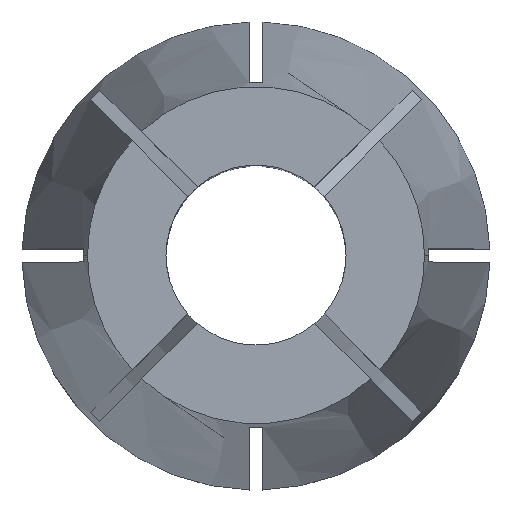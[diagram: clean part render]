
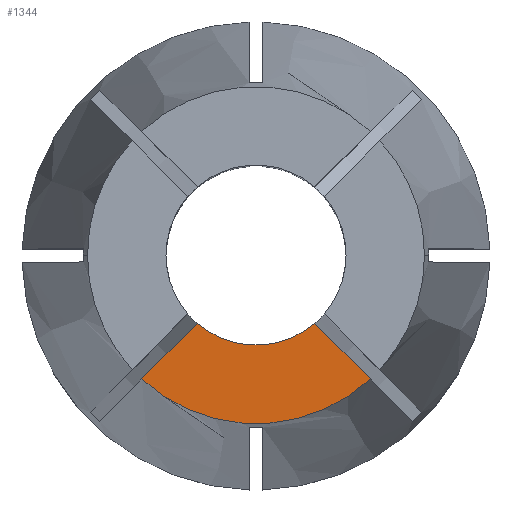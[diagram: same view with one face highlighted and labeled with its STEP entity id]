
A CAD part, top view. The second image highlights one B-rep face of the part: STEP entity #1344.
In plain terms, the highlighted planar face has unit normal (0, 0, 1).
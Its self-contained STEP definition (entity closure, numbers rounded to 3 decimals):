
#3 = CARTESIAN_POINT ( 'NONE',  ( 0., 0., 0. ) ) ;
#18 = ORIENTED_EDGE ( 'NONE', *, *, #85, .T. ) ;
#23 = DIRECTION ( 'NONE',  ( 1., 0., 0. ) ) ;
#76 = AXIS2_PLACEMENT_3D ( 'NONE', #1663, #703, #1825 ) ;
#85 = EDGE_CURVE ( 'NONE', #510, #1500, #1194, .T. ) ;
#163 = DIRECTION ( 'NONE',  ( -1., 0., 0. ) ) ;
#273 = EDGE_CURVE ( 'NONE', #1850, #1500, #899, .T. ) ;
#510 = VERTEX_POINT ( 'NONE', #1768 ) ;
#547 = EDGE_LOOP ( 'NONE', ( #1619, #1582, #18, #1739 ) ) ;
#703 = DIRECTION ( 'NONE',  ( 0., 0., 1. ) ) ;
#708 = DIRECTION ( 'NONE',  ( -0.707, 0.707, 0. ) ) ;
#823 = DIRECTION ( 'NONE',  ( 0., 0., 1. ) ) ;
#883 = CARTESIAN_POINT ( 'NONE',  ( -0.265, -0.265, 0. ) ) ;
#899 = CIRCLE ( 'NONE', #1111, 5. ) ;
#1006 = CARTESIAN_POINT ( 'NONE',  ( -3.26, -3.791, 0. ) ) ;
#1019 = VECTOR ( 'NONE', #1996, 1000. ) ;
#1111 = AXIS2_PLACEMENT_3D ( 'NONE', #3, #823, #23 ) ;
#1120 = DIRECTION ( 'NONE',  ( 0., 0., -1. ) ) ;
#1134 = VECTOR ( 'NONE', #708, 1000. ) ;
#1154 = EDGE_CURVE ( 'NONE', #1281, #510, #1789, .T. ) ;
#1194 = LINE ( 'NONE', #883, #1134 ) ;
#1281 = VERTEX_POINT ( 'NONE', #1505 ) ;
#1344 = ADVANCED_FACE ( 'NONE', ( #1638 ), #2067, .F. ) ;
#1393 = CARTESIAN_POINT ( 'NONE',  ( 3.26, -3.791, 0. ) ) ;
#1500 = VERTEX_POINT ( 'NONE', #1393 ) ;
#1505 = CARTESIAN_POINT ( 'NONE',  ( -6.348, -6.879, 0. ) ) ;
#1529 = LINE ( 'NONE', #1840, #1019 ) ;
#1582 = ORIENTED_EDGE ( 'NONE', *, *, #1154, .T. ) ;
#1619 = ORIENTED_EDGE ( 'NONE', *, *, #1656, .F. ) ;
#1638 = FACE_OUTER_BOUND ( 'NONE', #547, .T. ) ;
#1656 = EDGE_CURVE ( 'NONE', #1281, #1850, #1529, .T. ) ;
#1663 = CARTESIAN_POINT ( 'NONE',  ( 0., 0., 0. ) ) ;
#1739 = ORIENTED_EDGE ( 'NONE', *, *, #273, .F. ) ;
#1768 = CARTESIAN_POINT ( 'NONE',  ( 6.348, -6.879, 0. ) ) ;
#1776 = AXIS2_PLACEMENT_3D ( 'NONE', #2061, #1120, #163 ) ;
#1789 = CIRCLE ( 'NONE', #76, 9.36 ) ;
#1825 = DIRECTION ( 'NONE',  ( 1., 0., 0. ) ) ;
#1840 = CARTESIAN_POINT ( 'NONE',  ( 0.265, -0.265, 0. ) ) ;
#1850 = VERTEX_POINT ( 'NONE', #1006 ) ;
#1996 = DIRECTION ( 'NONE',  ( 0.707, 0.707, 0. ) ) ;
#2061 = CARTESIAN_POINT ( 'NONE',  ( 0., 0., 0. ) ) ;
#2067 = PLANE ( 'NONE',  #1776 ) ;
